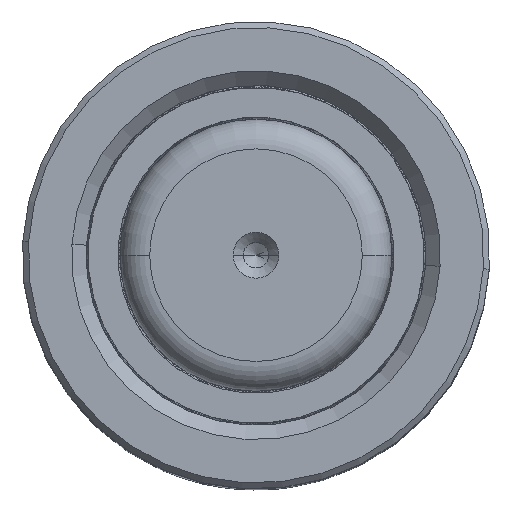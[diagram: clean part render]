
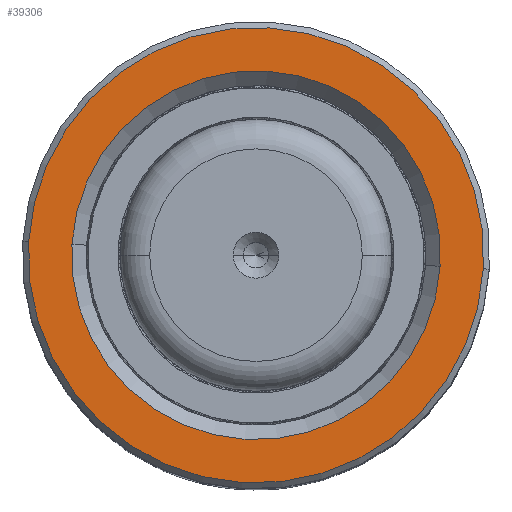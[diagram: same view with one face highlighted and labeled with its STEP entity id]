
A CAD part, top view. The second image highlights one B-rep face of the part: STEP entity #39306.
In plain terms, the highlighted planar face has unit normal (0, 0, 1).
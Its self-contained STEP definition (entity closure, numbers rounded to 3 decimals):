
#1388 = DIRECTION ( 'NONE',  ( 1., 0., 0. ) ) ;
#1445 = CARTESIAN_POINT ( 'NONE',  ( 0., 0., 90. ) ) ;
#2310 = ORIENTED_EDGE ( 'NONE', *, *, #28955, .T. ) ;
#2514 = CARTESIAN_POINT ( 'NONE',  ( -26.8, 0., 90. ) ) ;
#3559 = PLANE ( 'NONE',  #53016 ) ;
#5267 = DIRECTION ( 'NONE',  ( 0., 0., -1. ) ) ;
#5337 = AXIS2_PLACEMENT_3D ( 'NONE', #33766, #24016, #1388 ) ;
#7638 = CARTESIAN_POINT ( 'NONE',  ( 26.8, 0., 90. ) ) ;
#8076 = EDGE_CURVE ( 'NONE', #32201, #54629, #9187, .T. ) ;
#9187 = CIRCLE ( 'NONE', #43313, 21.7 ) ;
#12094 = FACE_OUTER_BOUND ( 'NONE', #30324, .T. ) ;
#13331 = EDGE_CURVE ( 'NONE', #50316, #44841, #38298, .T. ) ;
#20076 = ORIENTED_EDGE ( 'NONE', *, *, #8076, .T. ) ;
#20215 = EDGE_CURVE ( 'NONE', #54629, #32201, #26781, .T. ) ;
#20667 = DIRECTION ( 'NONE',  ( 0., 0., 1. ) ) ;
#21878 = DIRECTION ( 'NONE',  ( 0., 0., 1. ) ) ;
#23637 = AXIS2_PLACEMENT_3D ( 'NONE', #1445, #20667, #49091 ) ;
#24016 = DIRECTION ( 'NONE',  ( 0., 0., -1. ) ) ;
#26160 = FACE_BOUND ( 'NONE', #36252, .T. ) ;
#26781 = CIRCLE ( 'NONE', #5337, 21.7 ) ;
#28955 = EDGE_CURVE ( 'NONE', #44841, #50316, #48008, .T. ) ;
#30324 = EDGE_LOOP ( 'NONE', ( #49226, #2310 ) ) ;
#32201 = VERTEX_POINT ( 'NONE', #48764 ) ;
#33766 = CARTESIAN_POINT ( 'NONE',  ( 0., 0., 90. ) ) ;
#36252 = EDGE_LOOP ( 'NONE', ( #20076, #51544 ) ) ;
#37044 = DIRECTION ( 'NONE',  ( 1., 0., 0. ) ) ;
#38298 = CIRCLE ( 'NONE', #23637, 26.8 ) ;
#39306 = ADVANCED_FACE ( 'NONE', ( #12094, #26160 ), #3559, .T. ) ;
#40526 = DIRECTION ( 'NONE',  ( 0., 0., 1. ) ) ;
#41631 = CARTESIAN_POINT ( 'NONE',  ( -21.7, 0., 90. ) ) ;
#42170 = AXIS2_PLACEMENT_3D ( 'NONE', #54288, #21878, #55187 ) ;
#42239 = CARTESIAN_POINT ( 'NONE',  ( 0., 0., 90. ) ) ;
#43313 = AXIS2_PLACEMENT_3D ( 'NONE', #42239, #5267, #37044 ) ;
#44810 = CARTESIAN_POINT ( 'NONE',  ( 0., 0., 90. ) ) ;
#44841 = VERTEX_POINT ( 'NONE', #7638 ) ;
#48008 = CIRCLE ( 'NONE', #42170, 26.8 ) ;
#48764 = CARTESIAN_POINT ( 'NONE',  ( 21.7, 0., 90. ) ) ;
#49091 = DIRECTION ( 'NONE',  ( 1., 0., 0. ) ) ;
#49226 = ORIENTED_EDGE ( 'NONE', *, *, #13331, .T. ) ;
#50316 = VERTEX_POINT ( 'NONE', #2514 ) ;
#51544 = ORIENTED_EDGE ( 'NONE', *, *, #20215, .T. ) ;
#53016 = AXIS2_PLACEMENT_3D ( 'NONE', #44810, #40526, #59174 ) ;
#54288 = CARTESIAN_POINT ( 'NONE',  ( 0., 0., 90. ) ) ;
#54629 = VERTEX_POINT ( 'NONE', #41631 ) ;
#55187 = DIRECTION ( 'NONE',  ( 1., 0., 0. ) ) ;
#59174 = DIRECTION ( 'NONE',  ( 1., 0., 0. ) ) ;
